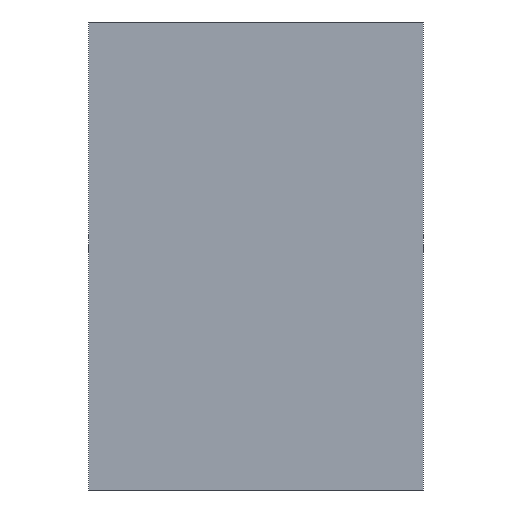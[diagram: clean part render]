
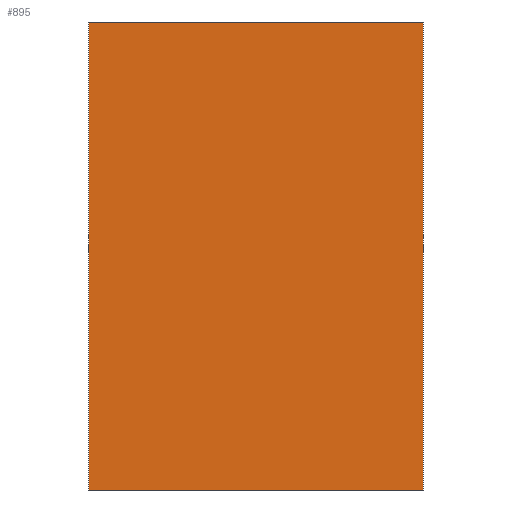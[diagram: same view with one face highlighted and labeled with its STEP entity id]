
A CAD part, left-side view. The second image highlights one B-rep face of the part: STEP entity #895.
In plain terms, the highlighted planar face has unit normal (-1, 0, 0).
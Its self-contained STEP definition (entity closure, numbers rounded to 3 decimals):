
#895=ADVANCED_FACE($,(#901),#896,.F.);
#896=PLANE($,#897);
#897=AXIS2_PLACEMENT_3D($,#898,#899,#900);
#898=CARTESIAN_POINT('Origin',(-0.533,0.254,0.0));
#899=DIRECTION('center_axis',(1.0,0.0,0.0));
#900=DIRECTION('ref_axis',(0.,0.,1.));
#901=FACE_OUTER_BOUND($,#902,.T.);
#902=EDGE_LOOP($,(#903,#913,#923,#933));
#903=ORIENTED_EDGE($,*,*,#904,.F.);
#904=EDGE_CURVE($,#905,#907,#909,.T.);
#905=VERTEX_POINT($,#906);
#906=CARTESIAN_POINT('',(-0.533,-0.254,0.0));
#907=VERTEX_POINT($,#908);
#908=CARTESIAN_POINT('',(-0.533,0.254,0.0));
#909=LINE($,#910,#911);
#910=CARTESIAN_POINT($,(-0.533,-0.254,0.0));
#911=VECTOR($,#912,0.508);
#912=DIRECTION($,(0.0,1.0,0.0));
#913=ORIENTED_EDGE($,*,*,#914,.F.);
#914=EDGE_CURVE($,#915,#917,#919,.T.);
#915=VERTEX_POINT($,#916);
#916=CARTESIAN_POINT('',(-0.533,-0.254,0.711));
#917=VERTEX_POINT($,#906);
#919=LINE($,#920,#921);
#920=CARTESIAN_POINT($,(-0.533,-0.254,0.711));
#921=VECTOR($,#922,0.711);
#922=DIRECTION($,(0.0,0.0,-1.0));
#923=ORIENTED_EDGE($,*,*,#924,.F.);
#924=EDGE_CURVE($,#925,#927,#929,.T.);
#925=VERTEX_POINT($,#926);
#926=CARTESIAN_POINT('',(-0.533,0.254,0.711));
#927=VERTEX_POINT($,#916);
#929=LINE($,#930,#931);
#930=CARTESIAN_POINT($,(-0.533,0.254,0.711));
#931=VECTOR($,#932,0.508);
#932=DIRECTION($,(0.0,-1.0,0.0));
#933=ORIENTED_EDGE($,*,*,#934,.F.);
#934=EDGE_CURVE($,#935,#937,#939,.T.);
#935=VERTEX_POINT($,#908);
#937=VERTEX_POINT($,#926);
#939=LINE($,#940,#941);
#940=CARTESIAN_POINT($,(-0.533,0.254,0.0));
#941=VECTOR($,#942,0.711);
#942=DIRECTION($,(0.0,0.0,1.0));
